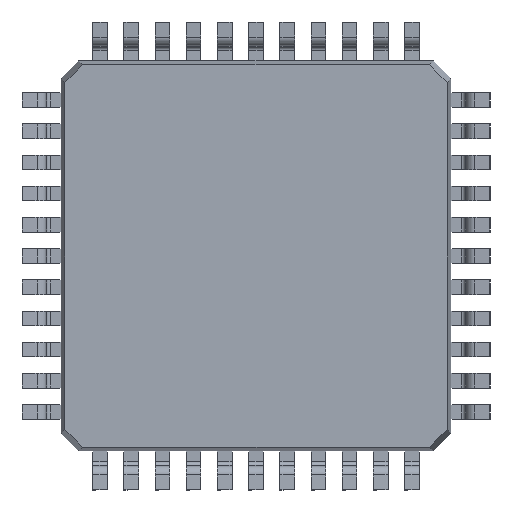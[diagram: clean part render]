
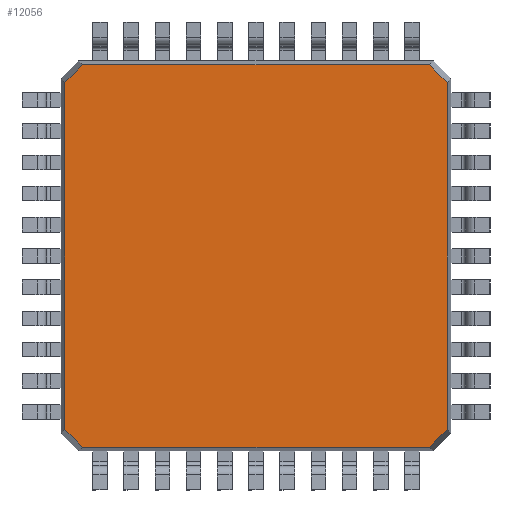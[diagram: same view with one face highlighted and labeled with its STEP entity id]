
A CAD part, front view. The second image highlights one B-rep face of the part: STEP entity #12056.
In plain terms, the highlighted planar face has unit normal (0, -1, 0).
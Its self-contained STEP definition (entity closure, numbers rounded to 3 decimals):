
#34 = LINE ( 'NONE', #14454, #17920 ) ;
#139 = DIRECTION ( 'NONE',  ( 0., 0., -1. ) ) ;
#335 = VERTEX_POINT ( 'NONE', #19113 ) ;
#792 = VERTEX_POINT ( 'NONE', #9572 ) ;
#990 = LINE ( 'NONE', #2948, #2797 ) ;
#1041 = CARTESIAN_POINT ( 'NONE',  ( 4.674, 0.15, -4.674 ) ) ;
#1085 = DIRECTION ( 'NONE',  ( -0.707, 0., -0.707 ) ) ;
#1869 = ORIENTED_EDGE ( 'NONE', *, *, #12175, .T. ) ;
#2146 = ORIENTED_EDGE ( 'NONE', *, *, #7376, .T. ) ;
#2283 = FACE_OUTER_BOUND ( 'NONE', #11109, .T. ) ;
#2772 = VERTEX_POINT ( 'NONE', #19531 ) ;
#2797 = VECTOR ( 'NONE', #7365, 1000. ) ;
#2948 = CARTESIAN_POINT ( 'NONE',  ( -4.674, 0.15, -4.674 ) ) ;
#3011 = DIRECTION ( 'NONE',  ( -1., 0., 0. ) ) ;
#3135 = VERTEX_POINT ( 'NONE', #3969 ) ;
#3330 = CARTESIAN_POINT ( 'NONE',  ( 4.904, 0.15, 4.444 ) ) ;
#3969 = CARTESIAN_POINT ( 'NONE',  ( 4.904, 0.15, -4.444 ) ) ;
#4203 = CARTESIAN_POINT ( 'NONE',  ( 4.674, 0.15, 4.674 ) ) ;
#4518 = LINE ( 'NONE', #14037, #8031 ) ;
#4792 = CARTESIAN_POINT ( 'NONE',  ( -4.444, 0.15, 4.904 ) ) ;
#5685 = AXIS2_PLACEMENT_3D ( 'NONE', #6611, #10184, #11523 ) ;
#6011 = VERTEX_POINT ( 'NONE', #4792 ) ;
#6028 = EDGE_CURVE ( 'NONE', #335, #792, #14779, .T. ) ;
#6266 = VECTOR ( 'NONE', #8834, 1000. ) ;
#6611 = CARTESIAN_POINT ( 'NONE',  ( 0., 0.15, 0. ) ) ;
#6907 = DIRECTION ( 'NONE',  ( 1., 0., 0. ) ) ;
#6909 = ORIENTED_EDGE ( 'NONE', *, *, #6028, .T. ) ;
#7365 = DIRECTION ( 'NONE',  ( 0.707, 0., -0.707 ) ) ;
#7376 = EDGE_CURVE ( 'NONE', #16303, #6011, #34, .T. ) ;
#7955 = CARTESIAN_POINT ( 'NONE',  ( -4.904, 0.15, 5. ) ) ;
#8031 = VECTOR ( 'NONE', #18831, 1000. ) ;
#8258 = PLANE ( 'NONE',  #5685 ) ;
#8834 = DIRECTION ( 'NONE',  ( -0.707, 0., 0.707 ) ) ;
#9572 = CARTESIAN_POINT ( 'NONE',  ( 4.444, 0.15, -4.904 ) ) ;
#10184 = DIRECTION ( 'NONE',  ( 0., -1., 0. ) ) ;
#10481 = DIRECTION ( 'NONE',  ( 0.707, 0., 0.707 ) ) ;
#10687 = LINE ( 'NONE', #1041, #16485 ) ;
#10817 = LINE ( 'NONE', #7955, #16141 ) ;
#11109 = EDGE_LOOP ( 'NONE', ( #16829, #19971, #6909, #1869, #17664, #15201, #2146, #18247 ) ) ;
#11523 = DIRECTION ( 'NONE',  ( 0., 0., -1. ) ) ;
#11987 = EDGE_CURVE ( 'NONE', #2772, #14846, #10817, .T. ) ;
#12056 = ADVANCED_FACE ( 'NONE', ( #2283 ), #8258, .T. ) ;
#12167 = LINE ( 'NONE', #15228, #19246 ) ;
#12175 = EDGE_CURVE ( 'NONE', #792, #3135, #10687, .T. ) ;
#12845 = EDGE_CURVE ( 'NONE', #3135, #18519, #4518, .T. ) ;
#12931 = CARTESIAN_POINT ( 'NONE',  ( -4.904, 0.15, -4.444 ) ) ;
#14037 = CARTESIAN_POINT ( 'NONE',  ( 4.904, 0.15, -5. ) ) ;
#14454 = CARTESIAN_POINT ( 'NONE',  ( 5., 0.15, 4.904 ) ) ;
#14779 = LINE ( 'NONE', #18791, #19474 ) ;
#14846 = VERTEX_POINT ( 'NONE', #12931 ) ;
#15008 = EDGE_CURVE ( 'NONE', #18519, #16303, #19842, .T. ) ;
#15201 = ORIENTED_EDGE ( 'NONE', *, *, #15008, .T. ) ;
#15228 = CARTESIAN_POINT ( 'NONE',  ( -4.674, 0.15, 4.674 ) ) ;
#16141 = VECTOR ( 'NONE', #139, 1000. ) ;
#16303 = VERTEX_POINT ( 'NONE', #16819 ) ;
#16485 = VECTOR ( 'NONE', #10481, 1000. ) ;
#16819 = CARTESIAN_POINT ( 'NONE',  ( 4.444, 0.15, 4.904 ) ) ;
#16829 = ORIENTED_EDGE ( 'NONE', *, *, #11987, .T. ) ;
#17664 = ORIENTED_EDGE ( 'NONE', *, *, #12845, .T. ) ;
#17920 = VECTOR ( 'NONE', #3011, 1000. ) ;
#18247 = ORIENTED_EDGE ( 'NONE', *, *, #19006, .T. ) ;
#18519 = VERTEX_POINT ( 'NONE', #3330 ) ;
#18791 = CARTESIAN_POINT ( 'NONE',  ( -5., 0.15, -4.904 ) ) ;
#18831 = DIRECTION ( 'NONE',  ( 0., 0., 1. ) ) ;
#19006 = EDGE_CURVE ( 'NONE', #6011, #2772, #12167, .T. ) ;
#19113 = CARTESIAN_POINT ( 'NONE',  ( -4.444, 0.15, -4.904 ) ) ;
#19246 = VECTOR ( 'NONE', #1085, 1000. ) ;
#19474 = VECTOR ( 'NONE', #6907, 1000. ) ;
#19531 = CARTESIAN_POINT ( 'NONE',  ( -4.904, 0.15, 4.444 ) ) ;
#19842 = LINE ( 'NONE', #4203, #6266 ) ;
#19971 = ORIENTED_EDGE ( 'NONE', *, *, #20200, .T. ) ;
#20200 = EDGE_CURVE ( 'NONE', #14846, #335, #990, .T. ) ;
